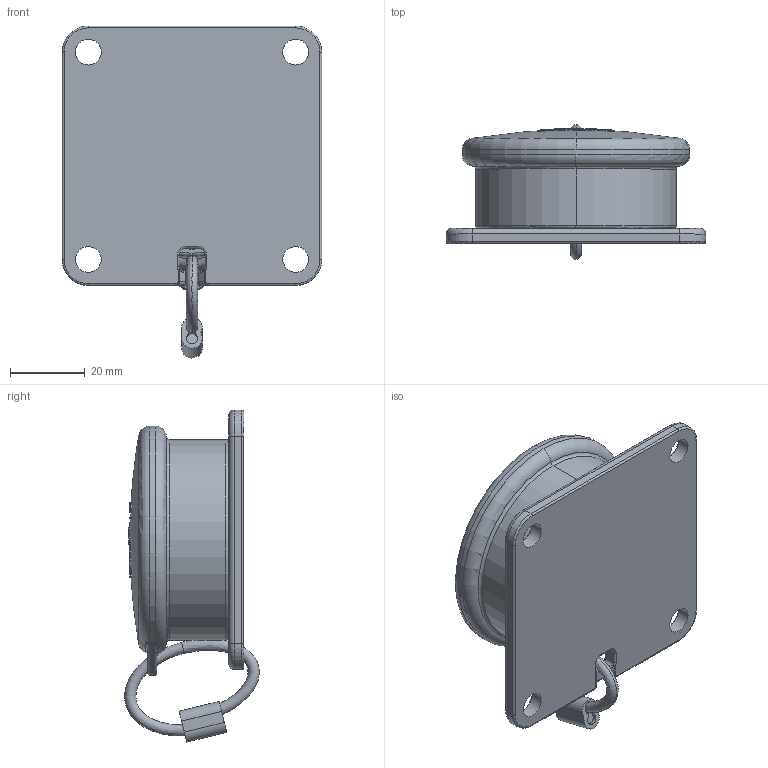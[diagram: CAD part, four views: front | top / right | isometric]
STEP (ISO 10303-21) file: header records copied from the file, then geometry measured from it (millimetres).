
FILE_DESCRIPTION((''),'2;1');
FILE_NAME('151307_SW0001','2021-04-30T15:51:42',('teru'),(''),'CREO PARAMETRIC BY PTC INC, 2017380','CREO PARAMETRIC BY PTC INC, 2017380','');
FILE_SCHEMA(('CONFIG_CONTROL_DESIGN'));
Length unit declared in the file: millimetre
Products named in the file (1): 151307_SW0001
Bounding box: 69.5 x 36.01 x 88.89 mm (x, y, z)
Volume: 80013.3 mm3; surface area: 18895.5 mm2
Topology: 1 solids, 1 shells, 928 faces, 2617 edges, 1691 vertices
Faces by surface type: plane 686, cylinder 75, extrusion 62, torus 42, bspline 30, sphere 21, cone 12
Entity records: 32607 total; most frequent: CARTESIAN_POINT 8692, ORIENTED_EDGE 5230, DIRECTION 4611, EDGE_CURVE 2615, VECTOR 1939, LINE 1877, VERTEX_POINT 1691, AXIS2_PLACEMENT_3D 1336
